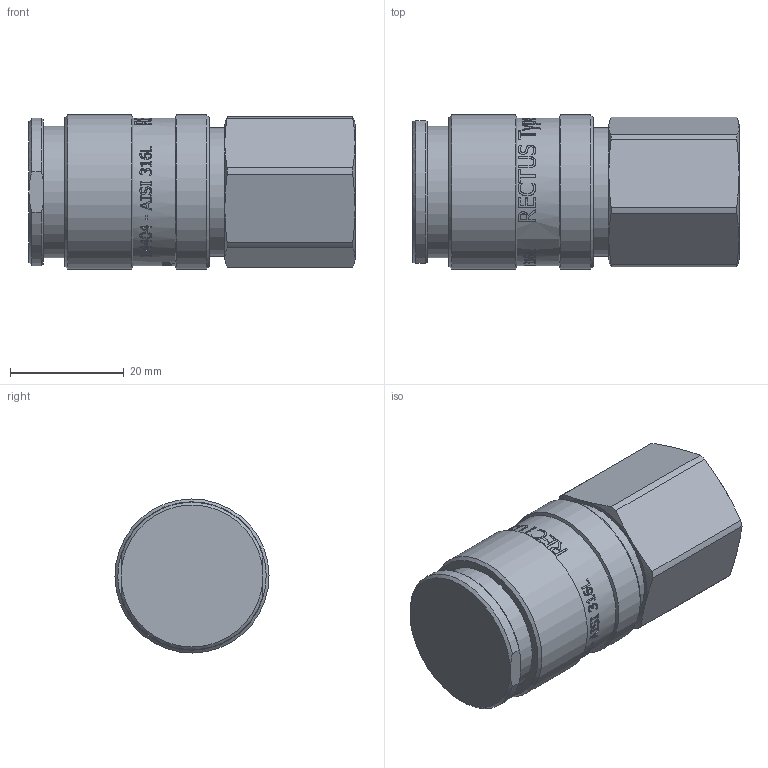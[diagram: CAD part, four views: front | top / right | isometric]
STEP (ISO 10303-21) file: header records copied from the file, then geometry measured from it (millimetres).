
FILE_DESCRIPTION((''),'2;1');
FILE_NAME('27kbiw17evx.stp','2013-04-08T13:25:06',('IA176480'),(''),'Autodesk Inventor 2011','Autodesk Inventor 2011','');
FILE_SCHEMA(('AUTOMOTIVE_DESIGN { 1 0 10303 214 1 1 1 1 }'));
Length unit declared in the file: millimetre
Products named in the file (1): D106032
Bounding box: 57.45 x 27.15 x 27.15 mm (x, y, z)
Volume: 25735.3 mm3; surface area: 10630.2 mm2
Topology: 2 solids, 2 shells, 743 faces, 1982 edges, 1313 vertices
Faces by surface type: plane 320, bspline 309, cylinder 84, cone 30
Full cylindrical faces by diameter (mm): 14.95 x1, 20 x1, 20.3 x1, 20.95 x1, 22.75 x1, 23.1 x1, 23.35 x1, 23.55 x1, 26 x1, 27.15 x2
Entity records: 102987 total; most frequent: CARTESIAN_POINT 86416, ORIENTED_EDGE 3908, DIRECTION 2098, EDGE_CURVE 1954, VERTEX_POINT 1310, B_SPLINE_CURVE_WITH_KNOTS 914, EDGE_LOOP 840, VECTOR 788
